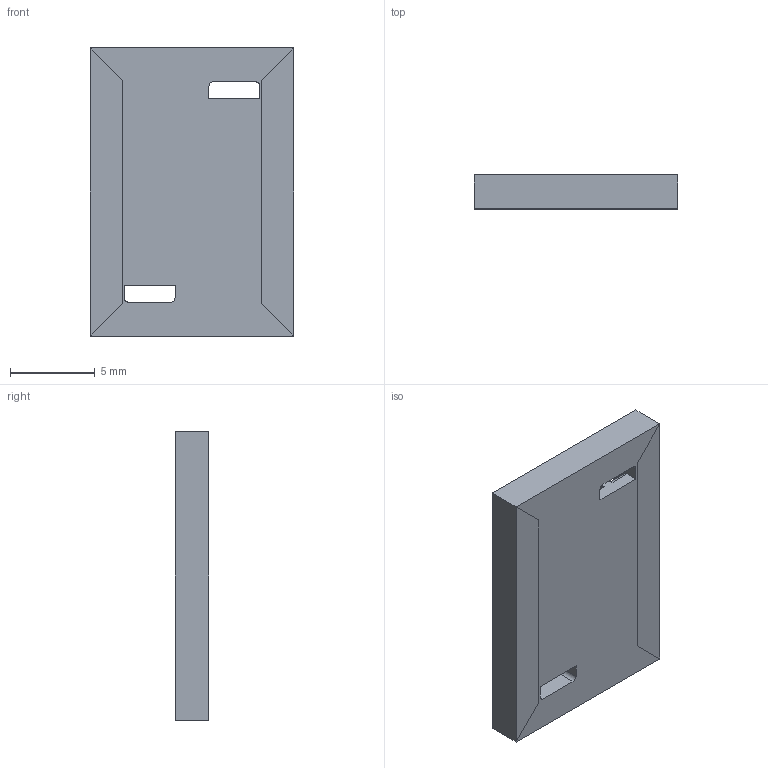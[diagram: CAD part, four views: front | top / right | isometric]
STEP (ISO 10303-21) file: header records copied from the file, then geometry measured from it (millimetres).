
FILE_DESCRIPTION (( 'STEP AP214' ), '1' );
FILE_NAME ('square_small_channeledge.STEP', '2024-12-12T11:06:28', ( '' ), ( '' ), 'SwSTEP 2.0', 'SolidWorks 2023', '' );
FILE_SCHEMA (( 'AUTOMOTIVE_DESIGN' ));
Length unit declared in the file: millimetre
Products named in the file (1): square_small_channeledge
Bounding box: 12 x 2 x 17 mm (x, y, z)
Volume: 322.4 mm3; surface area: 736.4 mm2
Topology: 3 solids, 3 shells, 97 faces, 268 edges, 176 vertices
Faces by surface type: plane 59, cylinder 38
Entity records: 3137 total; most frequent: CARTESIAN_POINT 576, ORIENTED_EDGE 536, DIRECTION 516, EDGE_CURVE 268, LINE 196, VECTOR 196, VERTEX_POINT 176, AXIS2_PLACEMENT_3D 160
